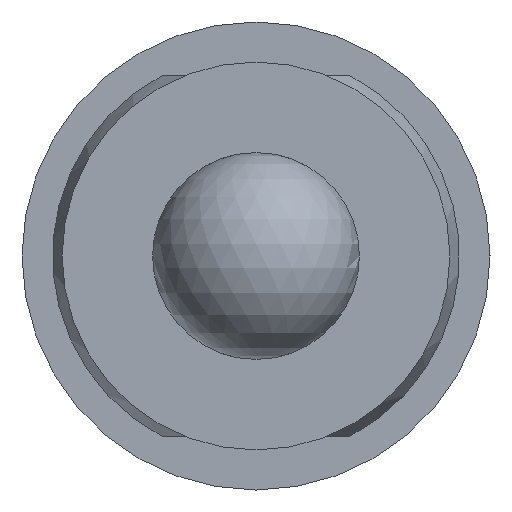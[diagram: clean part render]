
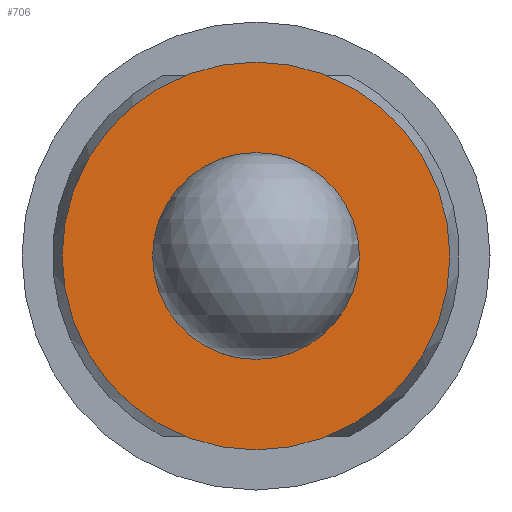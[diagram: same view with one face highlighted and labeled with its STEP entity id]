
A CAD part, left-side view. The second image highlights one B-rep face of the part: STEP entity #706.
In plain terms, the highlighted planar face has unit normal (-1, 0, 0).
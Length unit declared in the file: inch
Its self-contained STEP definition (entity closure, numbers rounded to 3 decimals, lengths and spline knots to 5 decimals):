
#14 = VERTEX_POINT ( 'NONE', #307 ) ;
#17 = VERTEX_POINT ( 'NONE', #310 ) ;
#37 = EDGE_LOOP ( 'NONE', ( #231 ) ) ;
#45 = EDGE_LOOP ( 'NONE', ( #89 ) ) ;
#54 = FACE_OUTER_BOUND ( 'NONE', #37, .T. ) ;
#62 = FACE_BOUND ( 'NONE', #45, .T. ) ;
#89 = ORIENTED_EDGE ( 'NONE', *, *, #458, .T. ) ;
#146 = CIRCLE ( 'NONE', #679, 0.01354 ) ;
#149 = CIRCLE ( 'NONE', #461, 0.02539 ) ;
#231 = ORIENTED_EDGE ( 'NONE', *, *, #454, .F. ) ;
#307 = CARTESIAN_POINT ( 'NONE',  ( 0.19, 0., -0.01354 ) ) ;
#310 = CARTESIAN_POINT ( 'NONE',  ( 0.19, 0., -0.02539 ) ) ;
#351 = DIRECTION ( 'NONE',  ( 0., 0., 1. ) ) ;
#354 = PLANE ( 'NONE',  #660 ) ;
#356 = DIRECTION ( 'NONE',  ( -1., 0., 0. ) ) ;
#359 = CARTESIAN_POINT ( 'NONE',  ( 0.19, 0.01354, 0. ) ) ;
#454 = EDGE_CURVE ( 'NONE', #17, #17, #149, .T. ) ;
#458 = EDGE_CURVE ( 'NONE', #14, #14, #146, .T. ) ;
#461 = AXIS2_PLACEMENT_3D ( 'NONE', #573, #572, #570 ) ;
#552 = DIRECTION ( 'NONE',  ( 0., 0., -1. ) ) ;
#553 = DIRECTION ( 'NONE',  ( 1., 0., 0. ) ) ;
#554 = CARTESIAN_POINT ( 'NONE',  ( 0.19, 0., 0. ) ) ;
#570 = DIRECTION ( 'NONE',  ( 0., 0., -1. ) ) ;
#572 = DIRECTION ( 'NONE',  ( 1., 0., 0. ) ) ;
#573 = CARTESIAN_POINT ( 'NONE',  ( 0.19, 0., 0. ) ) ;
#660 = AXIS2_PLACEMENT_3D ( 'NONE', #359, #356, #351 ) ;
#679 = AXIS2_PLACEMENT_3D ( 'NONE', #554, #553, #552 ) ;
#706 = ADVANCED_FACE ( 'NONE', ( #62, #54 ), #354, .T. ) ;
